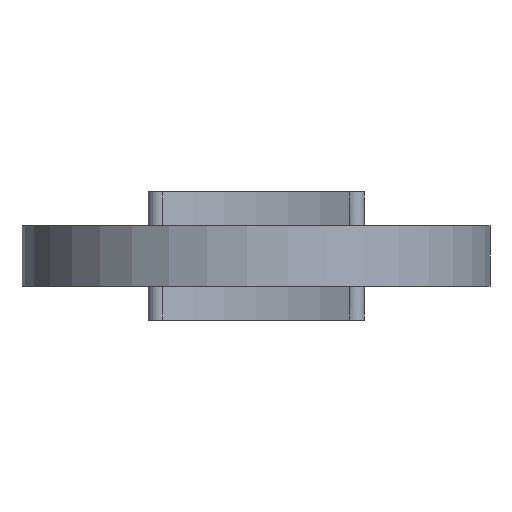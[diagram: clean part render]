
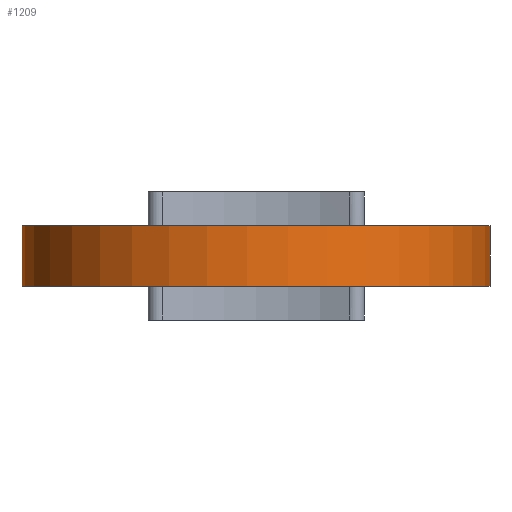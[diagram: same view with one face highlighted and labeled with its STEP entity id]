
A CAD part, front view. The second image highlights one B-rep face of the part: STEP entity #1209.
In plain terms, the highlighted cylindrical face has radius 34.7 mm (diameter 69.4 mm), a partial arc.
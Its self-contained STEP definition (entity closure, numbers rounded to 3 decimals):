
#45=CYLINDRICAL_SURFACE('',#1313,34.7);
#101=LINE('',#1976,#195);
#105=LINE('',#1984,#199);
#195=VECTOR('',#1524,1000.);
#199=VECTOR('',#1530,1000.);
#331=ORIENTED_EDGE('',*,*,#643,.T.);
#332=ORIENTED_EDGE('',*,*,#678,.F.);
#333=ORIENTED_EDGE('',*,*,#679,.F.);
#334=ORIENTED_EDGE('',*,*,#674,.T.);
#643=EDGE_CURVE('',#814,#822,#925,.T.);
#674=EDGE_CURVE('',#846,#814,#101,.T.);
#678=EDGE_CURVE('',#849,#822,#105,.T.);
#679=EDGE_CURVE('',#846,#849,#937,.T.);
#814=VERTEX_POINT('',#1865);
#822=VERTEX_POINT('',#1881);
#846=VERTEX_POINT('',#1977);
#849=VERTEX_POINT('',#1985);
#925=CIRCLE('',#1293,34.7);
#937=CIRCLE('',#1314,34.7);
#1003=EDGE_LOOP('',(#331,#332,#333,#334));
#1089=FACE_BOUND('',#1003,.T.);
#1209=ADVANCED_FACE('',(#1089),#45,.T.);
#1293=AXIS2_PLACEMENT_3D('',#1882,#1471,#1472);
#1313=AXIS2_PLACEMENT_3D('',#1983,#1528,#1529);
#1314=AXIS2_PLACEMENT_3D('',#1986,#1531,#1532);
#1471=DIRECTION('',(0.,0.,1.));
#1472=DIRECTION('',(1.,0.,0.));
#1524=DIRECTION('',(0.,0.,-1.));
#1528=DIRECTION('',(0.,0.,-1.));
#1529=DIRECTION('',(-1.,0.,0.));
#1530=DIRECTION('',(0.,0.,-1.));
#1531=DIRECTION('',(0.,0.,1.));
#1532=DIRECTION('',(1.,0.,0.));
#1865=CARTESIAN_POINT('',(-21.837,61.667,-4.5));
#1881=CARTESIAN_POINT('',(33.184,44.845,-4.5));
#1882=CARTESIAN_POINT('',(0.,34.7,-4.5));
#1976=CARTESIAN_POINT('',(-21.837,61.667,4.5));
#1977=CARTESIAN_POINT('',(-21.837,61.667,4.5));
#1983=CARTESIAN_POINT('',(0.,34.7,4.5));
#1984=CARTESIAN_POINT('',(33.184,44.845,4.5));
#1985=CARTESIAN_POINT('',(33.184,44.845,4.5));
#1986=CARTESIAN_POINT('',(0.,34.7,4.5));
